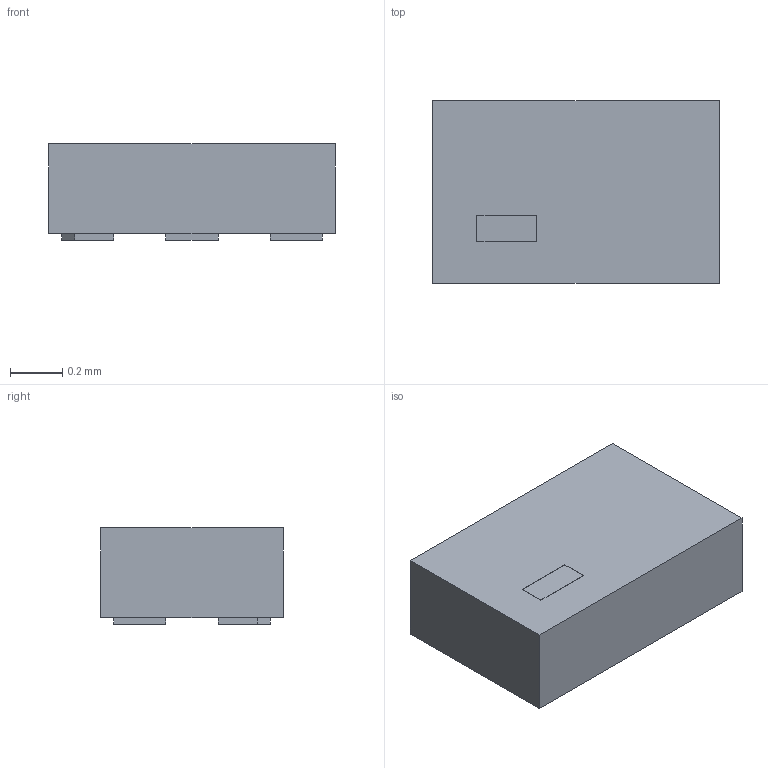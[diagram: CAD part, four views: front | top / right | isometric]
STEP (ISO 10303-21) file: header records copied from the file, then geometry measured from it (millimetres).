
FILE_DESCRIPTION(/* description */ (''),/* implementation_level */ '2;1');
FILE_NAME(/* name */ 'EPFFP-6-FA v16.step',/* time_stamp */ '2024-10-21T16:18:32+09:00',/* author */ (''),/* organization */ (''),/* preprocessor_version */ 'ST-DEVELOPER v20',/* originating_system */ 'Autodesk Translation Framework v13.20.0.188',/* authorisation */ '');
FILE_SCHEMA (('AUTOMOTIVE_DESIGN { 1 0 10303 214 3 1 1 }'));
Length unit declared in the file: millimetre
Products named in the file (1): EPFFP-6-FA
Bounding box: 1.1 x 0.7 x 0.37 mm (x, y, z)
Volume: 0.3 mm3; surface area: 2.9 mm2
Topology: 1 solids, 1 shells, 42 faces, 99 edges, 66 vertices
Faces by surface type: plane 42
Entity records: 1269 total; most frequent: CARTESIAN_POINT 208, ORIENTED_EDGE 198, DIRECTION 185, LINE 99, VECTOR 99, EDGE_CURVE 99, VERTEX_POINT 66, EDGE_LOOP 49
